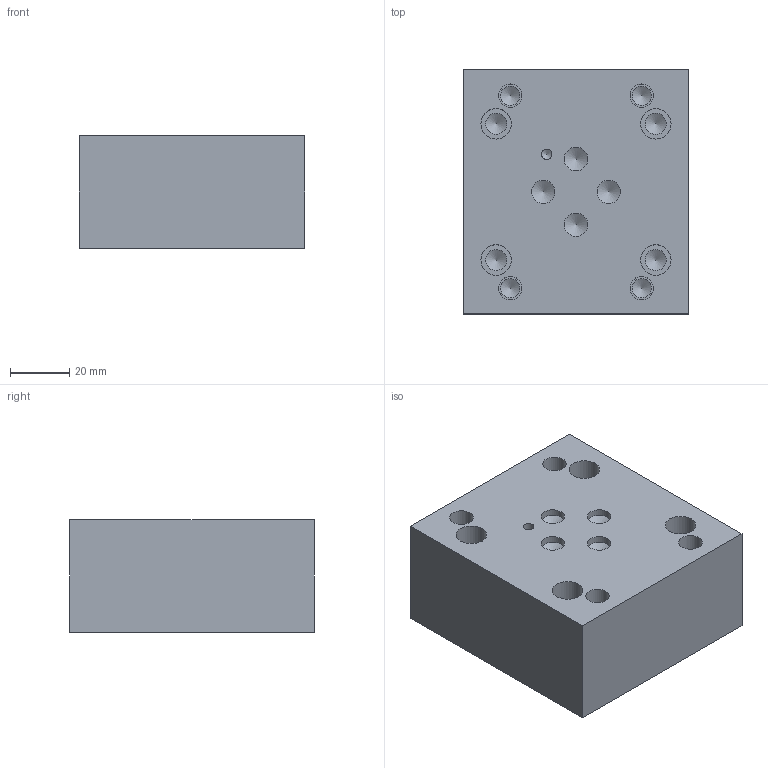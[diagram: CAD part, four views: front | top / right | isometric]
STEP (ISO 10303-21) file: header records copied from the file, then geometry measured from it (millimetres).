
FILE_DESCRIPTION(/* description */ (''),/* implementation_level */ '2;1');
FILE_NAME(/* name */ '_S04D05VAAB.stp',/* time_stamp */ '2021-12-06T06:39:24-05:00',/* author */ ('jrf'),/* organization */ (''),/* preprocessor_version */ 'ST-DEVELOPER v18',/* originating_system */ 'Autodesk Inventor 2020',/* authorisation */ '');
FILE_SCHEMA (('AUTOMOTIVE_DESIGN { 1 0 10303 214 3 1 1 }'));
Length unit declared in the file: millimetre
Products named in the file (1): Part_AS04D05VAAB.C00460R5_3D
Bounding box: 76.2 x 82.55 x 38.1 mm (x, y, z)
Volume: 228337.9 mm3; surface area: 29409.4 mm2
Topology: 1 solids, 1 shells, 399 faces, 1097 edges, 743 vertices
Faces by surface type: plane 259, bspline 83, cylinder 35, cone 22
Full cylindrical faces by diameter (mm): 3.581 x1, 6.528 x4, 7.137 x8, 7.925 x8, 10.312 x4, 11.113 x3, 11.125 x2, 15.875 x5
Entity records: 13322 total; most frequent: CARTESIAN_POINT 3297, ORIENTED_EDGE 2150, DIRECTION 1670, EDGE_CURVE 1075, LINE 782, VECTOR 782, VERTEX_POINT 743, EDGE_LOOP 464
